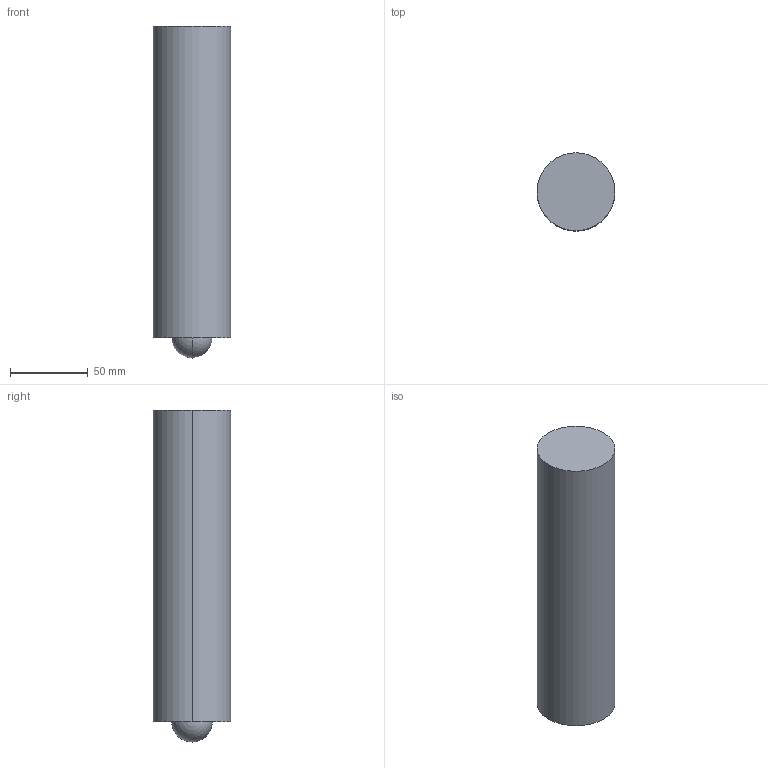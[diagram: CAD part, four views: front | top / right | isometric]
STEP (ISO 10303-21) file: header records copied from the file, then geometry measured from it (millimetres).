
FILE_DESCRIPTION (( 'STEP AP203' ), '1' );
FILE_NAME ('BrasBas_Micro_Un_sldprt.STEP', '2018-04-10T07:30:56', ( '' ), ( '' ), 'SwSTEP 2.0', 'SolidWorks 2017', '' );
FILE_SCHEMA (( 'CONFIG_CONTROL_DESIGN' ));
Length unit declared in the file: millimetre
Products named in the file (1): BrasBas_Micro_Un_sldprt
Bounding box: 50 x 50 x 213 mm (x, y, z)
Volume: 397300.5 mm3; surface area: 35873.8 mm2
Topology: 1 solids, 1 shells, 6 faces, 14 edges, 9 vertices
Faces by surface type: sphere 2, cylinder 2, plane 2
Entity records: 227 total; most frequent: DIRECTION 32, CARTESIAN_POINT 24, ORIENTED_EDGE 20, AXIS2_PLACEMENT_3D 15, EDGE_CURVE 10, PERSON_AND_ORGANIZATION 8, CIRCLE 8, VERTEX_POINT 7
